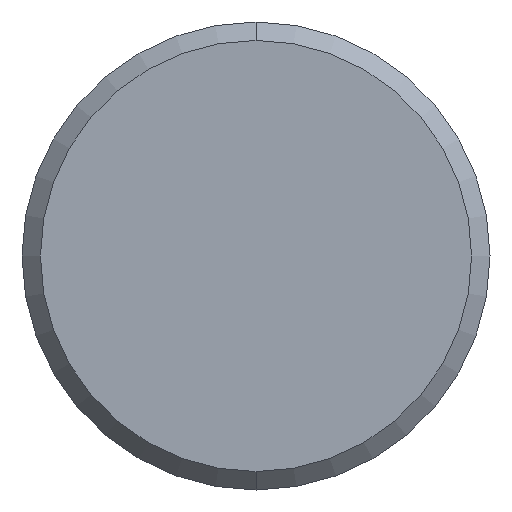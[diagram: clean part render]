
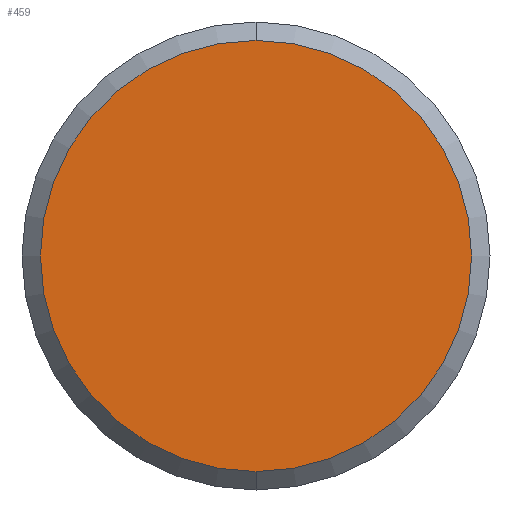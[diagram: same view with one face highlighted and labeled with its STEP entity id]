
A CAD part, front view. The second image highlights one B-rep face of the part: STEP entity #459.
In plain terms, the highlighted planar face has unit normal (0, -1, 0).
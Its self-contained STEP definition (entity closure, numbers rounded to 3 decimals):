
#82 = VERTEX_POINT ( 'NONE', #96 ) ;
#91 = CARTESIAN_POINT ( 'NONE',  ( 0., 0., 0. ) ) ;
#96 = CARTESIAN_POINT ( 'NONE',  ( 0., 0., 23.4 ) ) ;
#129 = ORIENTED_EDGE ( 'NONE', *, *, #891, .T. ) ;
#226 = FACE_OUTER_BOUND ( 'NONE', #542, .T. ) ;
#232 = VERTEX_POINT ( 'NONE', #498 ) ;
#327 = CARTESIAN_POINT ( 'NONE',  ( 0., 0., 0. ) ) ;
#374 = AXIS2_PLACEMENT_3D ( 'NONE', #375, #454, #944 ) ;
#375 = CARTESIAN_POINT ( 'NONE',  ( 0., 0., 0. ) ) ;
#454 = DIRECTION ( 'NONE',  ( 0., 1., 0. ) ) ;
#459 = ADVANCED_FACE ( 'NONE', ( #226 ), #584, .F. ) ;
#468 = AXIS2_PLACEMENT_3D ( 'NONE', #327, #894, #671 ) ;
#498 = CARTESIAN_POINT ( 'NONE',  ( 0., 0., -23.4 ) ) ;
#542 = EDGE_LOOP ( 'NONE', ( #129, #687 ) ) ;
#580 = DIRECTION ( 'NONE',  ( 0., 0., 1. ) ) ;
#584 = PLANE ( 'NONE',  #374 ) ;
#671 = DIRECTION ( 'NONE',  ( 0., 0., 1. ) ) ;
#687 = ORIENTED_EDGE ( 'NONE', *, *, #933, .T. ) ;
#731 = CIRCLE ( 'NONE', #468, 23.4 ) ;
#891 = EDGE_CURVE ( 'NONE', #82, #232, #731, .T. ) ;
#894 = DIRECTION ( 'NONE',  ( 0., -1., 0. ) ) ;
#899 = DIRECTION ( 'NONE',  ( 0., -1., 0. ) ) ;
#918 = CIRCLE ( 'NONE', #970, 23.4 ) ;
#933 = EDGE_CURVE ( 'NONE', #232, #82, #918, .T. ) ;
#944 = DIRECTION ( 'NONE',  ( 0., 0., 1. ) ) ;
#970 = AXIS2_PLACEMENT_3D ( 'NONE', #91, #899, #580 ) ;
